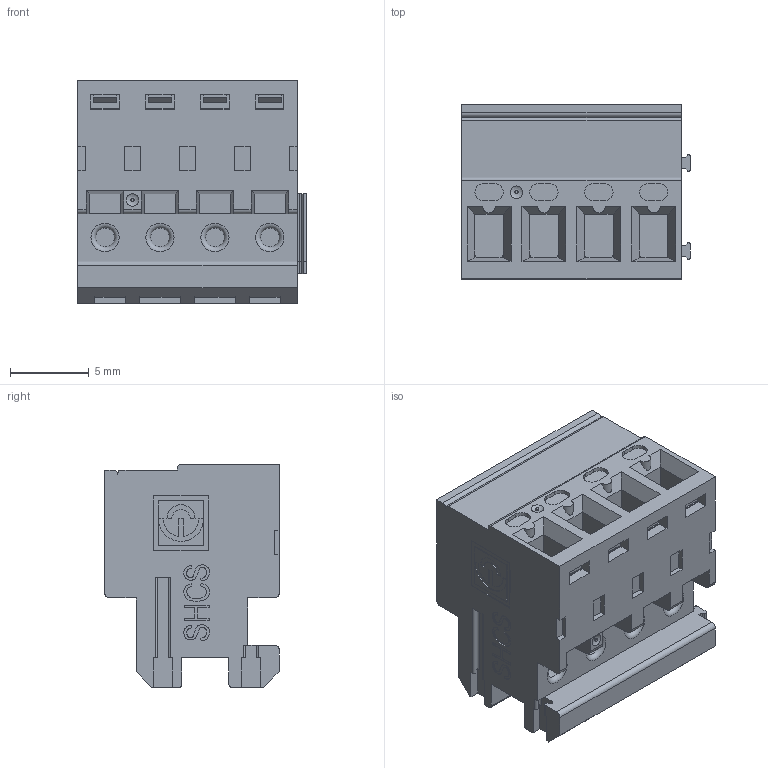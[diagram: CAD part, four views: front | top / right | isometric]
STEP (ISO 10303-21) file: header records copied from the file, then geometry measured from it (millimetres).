
FILE_DESCRIPTION(('STEP AP214'),'1');
FILE_NAME('SHCS04-3,5.stp','2024-04-04T09:10:21',(' '),(' '),'Spatial InterOp 3D',' ',' ');
FILE_SCHEMA(('AUTOMOTIVE_DESIGN { 1 0 10303 214 1 1 1 1 }'));
Length unit declared in the file: metre
Products named in the file (1): 1712273927
Bounding box: 14.58 x 11.1 x 14.2 mm (x, y, z)
Volume: 1422.2 mm3; surface area: 1798.8 mm2
Topology: 1 solids, 1 shells, 585 faces, 1577 edges, 1043 vertices
Faces by surface type: plane 405, cylinder 87, extrusion 79, torus 8, cone 4, bspline 2
Full cylindrical faces by diameter (mm): 0.2 x2, 1.1 x4, 1.2 x8, 2.6 x2, 2.8 x4, 3 x4
Entity records: 22621 total; most frequent: CARTESIAN_POINT 3657, ORIENTED_EDGE 3026, DIRECTION 2660, EDGE_CURVE 1513, VECTOR 1216, LINE 1137, VERTEX_POINT 1017, AXIS2_PLACEMENT_3D 722
